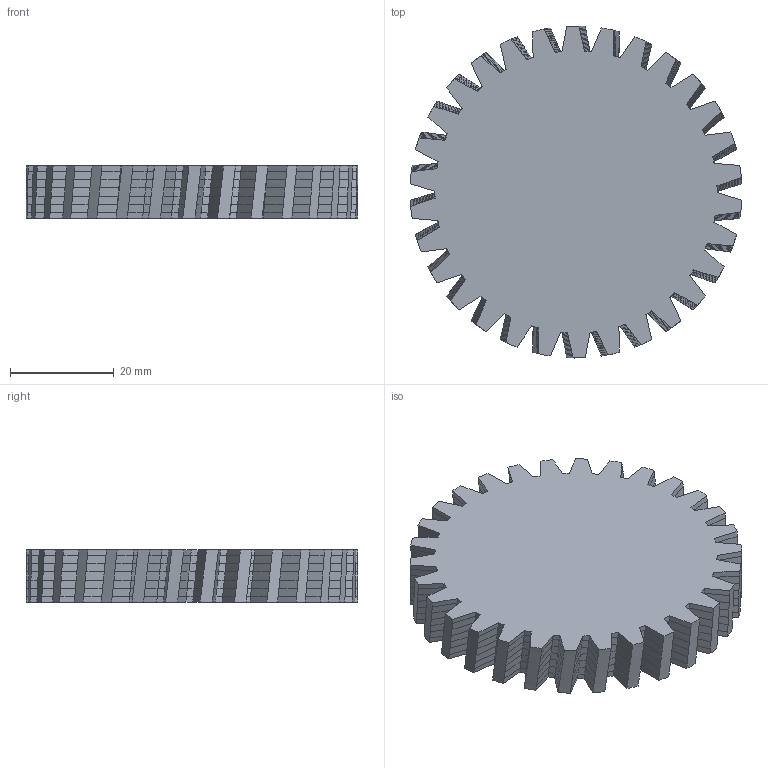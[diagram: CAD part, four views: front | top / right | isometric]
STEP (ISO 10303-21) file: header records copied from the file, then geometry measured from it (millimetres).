
FILE_DESCRIPTION(('Open CASCADE Model'),'2;1');
FILE_NAME('Open CASCADE Shape Model','2026-01-26T08:56:03',('Author'),( 'Open CASCADE'),'Open CASCADE STEP processor 7.8','build123d', 'Unknown');
FILE_SCHEMA(('AUTOMOTIVE_DESIGN { 1 0 10303 214 1 1 1 1 }'));
Length unit declared in the file: millimetre
Products named in the file (1): COMPOUND
Bounding box: 63.92 x 64 x 10.08 mm (x, y, z)
Volume: 28290.9 mm3; surface area: 9741.3 mm2
Topology: 1 solids, 1 shells, 662 faces, 1620 edges, 960 vertices
Faces by surface type: bspline 630, cylinder 30, plane 2
Entity records: 41254 total; most frequent: CARTESIAN_POINT 14373, ORIENTED_EDGE 3240, PCURVE 3240, DEFINITIONAL_REPRESENTATION 3240, DIRECTION 2766, LINE 2520, VECTOR 2520, B_SPLINE_CURVE_WITH_KNOTS 2220
